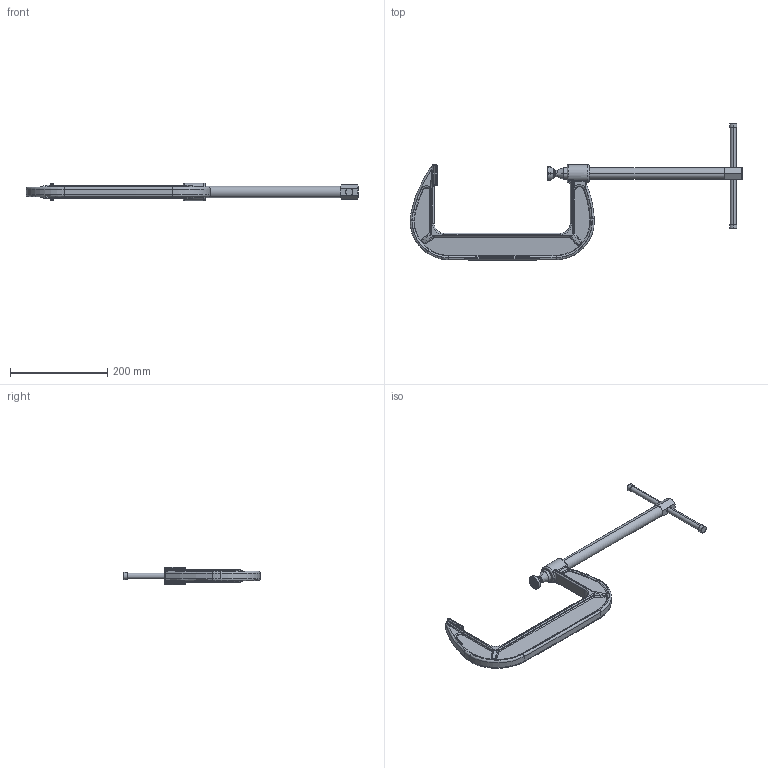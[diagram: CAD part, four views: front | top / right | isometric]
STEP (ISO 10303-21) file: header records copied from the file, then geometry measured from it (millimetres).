
FILE_DESCRIPTION (( 'STEP AP203' ), '1' );
FILE_NAME ('GH-M250.STEP', '2012-04-06T09:05:24', ( 'user' ), ( '' ), 'SwSTEP 2.0', 'SolidWorks 2008', '' );
FILE_SCHEMA (( 'CONFIG_CONTROL_DESIGN' ));
Length unit declared in the file: millimetre
Products named in the file (5): 4m25070_預設; GH-M250; 4m25013_預設; 4m25059_預設; m20001_預設
Assembly tree (4 placements, depth 2):
  GH-M250
    4m25059_預設
    4m25070_預設
    4m25013_預設
    m20001_預設
Bounding box: 684.5 x 281.14 x 36.5 mm (x, y, z)
Volume: 756172.4 mm3; surface area: 138340.7 mm2
Topology: 4 solids, 4 shells, 340 faces, 796 edges, 450 vertices
Faces by surface type: cylinder 110, torus 94, plane 56, bspline 50, sphere 20, cone 10
Entity records: 13254 total; most frequent: CARTESIAN_POINT 5327, DIRECTION 1643, ORIENTED_EDGE 1534, EDGE_CURVE 767, AXIS2_PLACEMENT_3D 721, VERTEX_POINT 447, CIRCLE 424, EDGE_LOOP 356
